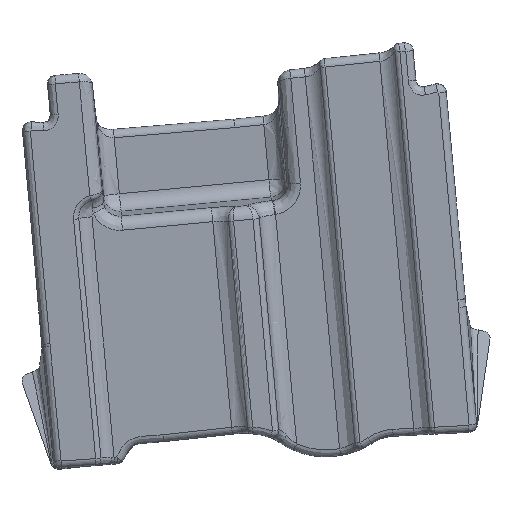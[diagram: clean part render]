
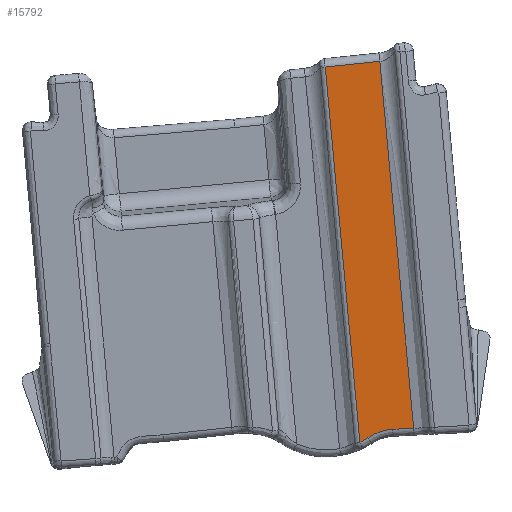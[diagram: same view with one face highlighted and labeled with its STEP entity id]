
A CAD part, front view. The second image highlights one B-rep face of the part: STEP entity #15792.
In plain terms, the highlighted free-form (B-spline) face has degree [1, 1] with [2, 2] control points.
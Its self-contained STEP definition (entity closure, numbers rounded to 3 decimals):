
#15703=CARTESIAN_POINT('V647409',(1020.602,
   -39.547,364.852));
#15704=VERTEX_POINT('V647409',#15703);
#15720=CARTESIAN_POINT('V647328',(1062.231,
   4.108,-86.739));
#15721=VERTEX_POINT('V647328',#15720);
#15722=CARTESIAN_POINT('E3780',(1020.602,
   -39.547,364.852));
#15723=CARTESIAN_POINT('E3780',(1062.231,
   4.108,-86.739));
#15724=B_SPLINE_CURVE_WITH_KNOTS('E3780',1,(#15722,#15723),
   .POLYLINE_FORM.,.F.,.U.,(2,2),(2.993,
   23.679),.UNSPECIFIED.);
#15725=EDGE_CURVE('E3780',#15704,#15721,#15724,.T.);
#15743=CARTESIAN_POINT('F895',(1023.316,
   -43.64,408.978));
#15744=CARTESIAN_POINT('F895',(942.628,
   -44.986,401.41));
#15745=CARTESIAN_POINT('F895',(1074.269,
   9.794,-143.758));
#15746=CARTESIAN_POINT('F895',(993.581,8.448,
   -151.326));
#15747=B_SPLINE_SURFACE_WITH_KNOTS('F895',1,1,((#15743,#15745),(
   #15744,#15746)),.PLANE_SURF.,.F.,.F.,.U.,(2,2),(2,2),(
   0.115,0.987),(0.0,5.996),
   .UNSPECIFIED.);
#15748=CARTESIAN_POINT('V647407',(953.424,
   -40.604,357.873));
#15749=VERTEX_POINT('V647407',#15748);
#15750=CARTESIAN_POINT('E717280',(1020.602,
   -39.547,364.852));
#15751=CARTESIAN_POINT('E717280',(953.424,
   -40.604,357.873));
#15752=B_SPLINE_CURVE_WITH_KNOTS('E717280',1,(#15750,#15751),
   .POLYLINE_FORM.,.F.,.U.,(2,2),(2.0,5.099),
   .UNSPECIFIED.);
#15753=EDGE_CURVE('E717280',#15704,#15749,#15752,.T.);
#15754=ORIENTED_EDGE('E717280',*,*,#15753,.T.);
#15755=CARTESIAN_POINT('V647334',(996.038,
   4.084,-104.401));
#15756=VERTEX_POINT('V647334',#15755);
#15757=CARTESIAN_POINT('E3785',(953.424,
   -40.604,357.873));
#15758=CARTESIAN_POINT('E3785',(996.038,
   4.084,-104.401));
#15759=B_SPLINE_CURVE_WITH_KNOTS('E3785',1,(#15757,#15758),
   .POLYLINE_FORM.,.F.,.U.,(2,2),(0.08,
   0.959),.UNSPECIFIED.);
#15760=EDGE_CURVE('E3785',#15749,#15756,#15759,.T.);
#15761=ORIENTED_EDGE('E3785',*,*,#15760,.T.);
#15762=CARTESIAN_POINT('V647332',(1005.874,
   3.784,-98.549));
#15763=VERTEX_POINT('V647332',#15762);
#15764=CARTESIAN_POINT('E717159',(996.038,
   4.084,-104.401));
#15765=CARTESIAN_POINT('E717159',(996.261,
   4.079,-104.286));
#15766=CARTESIAN_POINT('E717159',(996.484,
   4.074,-104.171));
#15767=CARTESIAN_POINT('E717159',(999.867,
   3.994,-102.401));
#15768=CARTESIAN_POINT('E717159',(1002.93,
   3.898,-100.562));
#15769=CARTESIAN_POINT('E717159',(1005.874,
   3.784,-98.549));
#15770=B_SPLINE_CURVE_WITH_KNOTS('E717159',3,(#15764,#15765,#15766,
   #15767,#15768,#15769),.UNSPECIFIED.,.F.,.U.,(4,2,4),(2.0,
   2.066,3.0),.UNSPECIFIED.);
#15771=EDGE_CURVE('E717159',#15756,#15763,#15770,.T.);
#15772=ORIENTED_EDGE('E717159',*,*,#15771,.T.);
#15773=CARTESIAN_POINT('V647330',(1036.623,
   3.585,-88.116));
#15774=VERTEX_POINT('V647330',#15773);
#15775=CARTESIAN_POINT('E717156',(1005.874,
   3.784,-98.549));
#15776=CARTESIAN_POINT('E717156',(1010.394,
   3.608,-95.458));
#15777=CARTESIAN_POINT('E717156',(1015.341,
   3.5,-92.984));
#15778=CARTESIAN_POINT('E717156',(1025.718,
   3.433,-89.46));
#15779=CARTESIAN_POINT('E717156',(1031.152,
   3.473,-88.41));
#15780=CARTESIAN_POINT('E717156',(1036.623,
   3.585,-88.116));
#15781=B_SPLINE_CURVE_WITH_KNOTS('E717156',3,(#15775,#15776,#15777,
   #15778,#15779,#15780),.UNSPECIFIED.,.F.,.U.,(4,2,4),(2.0,
   3.122,4.244),.UNSPECIFIED.);
#15782=EDGE_CURVE('E717156',#15763,#15774,#15781,.T.);
#15783=ORIENTED_EDGE('E717156',*,*,#15782,.T.);
#15784=CARTESIAN_POINT('E717153',(1036.623,
   3.585,-88.116));
#15785=CARTESIAN_POINT('E717153',(1062.231,
   4.108,-86.739));
#15786=B_SPLINE_CURVE_WITH_KNOTS('E717153',1,(#15784,#15785),
   .POLYLINE_FORM.,.F.,.U.,(2,2),(2.0,3.813),
   .UNSPECIFIED.);
#15787=EDGE_CURVE('E717153',#15774,#15721,#15786,.T.);
#15788=ORIENTED_EDGE('E717153',*,*,#15787,.T.);
#15789=ORIENTED_EDGE('E3780',*,*,#15725,.F.);
#15790=EDGE_LOOP('F895',(#15754,#15761,#15772,#15783,#15788,#15789)
   );
#15791=FACE_OUTER_BOUND('F895',#15790,.T.);
#15792=ADVANCED_FACE('F895',(#15791),#15747,.T.);
